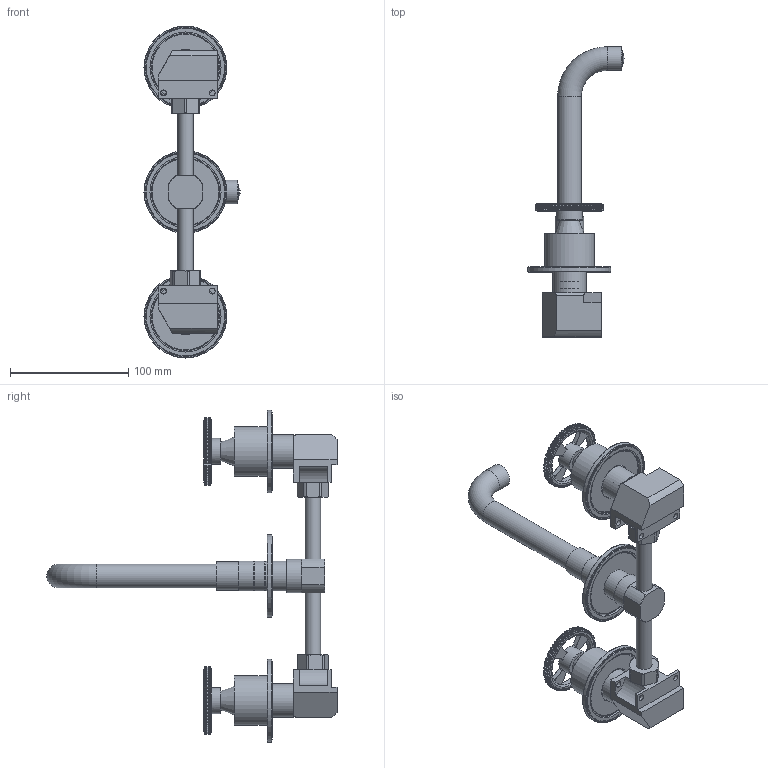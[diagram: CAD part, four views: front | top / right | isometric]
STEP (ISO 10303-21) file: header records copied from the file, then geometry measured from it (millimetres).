
FILE_DESCRIPTION(/* description */ ('Unknown'),/* implementation_level */ '2;1');
FILE_NAME(/* name */ 'CW005T-18-00',/* time_stamp */ '2019-10-22T11:09:45+02:00',/* author */ ('Unknown'),/* organization */ ('Unknown'),/* preprocessor_version */ 'ST-DEVELOPER v16.7',/* originating_system */ 'DEX',/* authorisation */ $);
FILE_SCHEMA (('AUTOMOTIVE_DESIGN {1 0 10303 214 3 1 1}'));
Length unit declared in the file: millimetre
Products named in the file (39): CW005T-18-00; BR005-14; BR005-24; A005-11; CB031-05 rel1; CB095-001; CB095-01; grano bocca; A005-12; CB005-17; CB005-16; CB005T-001; A005-17; A005-15; A005-18; A005-16; A005-19; CB005-02 per bocca buddy; BR003-11; A005-20; CB006-04; CW003-06; CW005T-04; CB005-06; CB006-06; CB003-002; CB003-002-1; CB003-002-2; CB003-002-3; CB003-002-4; CW005T-01; B032-11; B010-003; SSR000030_SOLID_1; SSR000030_SOLID_2; CW005T-03; CW003-08; CW005T-05; CW005T-02
Assembly tree (59 placements, depth 3):
  CW005T-18-00
    BR005-14  x2
    BR005-24
    A005-11  x2
    CB031-05 rel1  x3
    CB095-001
      CB095-01
      grano bocca
    A005-12
    CB005-17
    CB005-16  x2
    CB005T-001
      A005-17  x2
      A005-15
      A005-18  x2
      A005-16
      A005-19  x2
      CB005-02 per bocca buddy
      BR003-11  x2
      A005-20  x4
      CB006-04
    CW003-06  x2
    CW005T-04  x2
    CB005-06  x2
    CB006-06  x2
    CB003-002
      CB003-002-1
      CB003-002-2
      CB003-002-3
      CB003-002-4
    CW005T-01
    B032-11  x2
    B010-003  x2
      SSR000030_SOLID_1
      SSR000030_SOLID_2
    CW005T-03  x2
    CW003-08  x2
    CW005T-05  x2
    CW005T-02
Bounding box: 81.03 x 245 x 280.2 mm (x, y, z)
Volume: 301614.8 mm3; surface area: 225734.3 mm2
Topology: 56 solids, 58 shells, 4526 faces, 10819 edges, 6459 vertices
Faces by surface type: bspline 1507, cylinder 1377, plane 819, torus 627, cone 172, sphere 24
Full cylindrical faces by diameter (mm): 3 x2, 3.242 x2, 3.3 x1, 4 x5, 4.2 x2, 5 x13, 6 x3, 6.3 x1, 6.5 x4, 7.3 x2, 8 x4, 8.5 x2, 8.9 x4, 9 x2, 10 x3, 10.2 x4, 11 x6, 11.027 x2, 11.3 x2, 11.4 x2, 11.5 x2, 12 x5, 12.159 x1, 12.196 x1, 12.45 x1, 12.5 x2, 13 x8, 13.2 x4, 13.464 x1, 13.5 x2
Entity records: 153504 total; most frequent: CARTESIAN_POINT 46076, ORIENTED_EDGE 18416, DIRECTION 14987, EDGE_CURVE 9208, AXIS2_PLACEMENT_3D 6455, VERTEX_POINT 5606, FACE_BOUND 4504, EDGE_LOOP 4492
